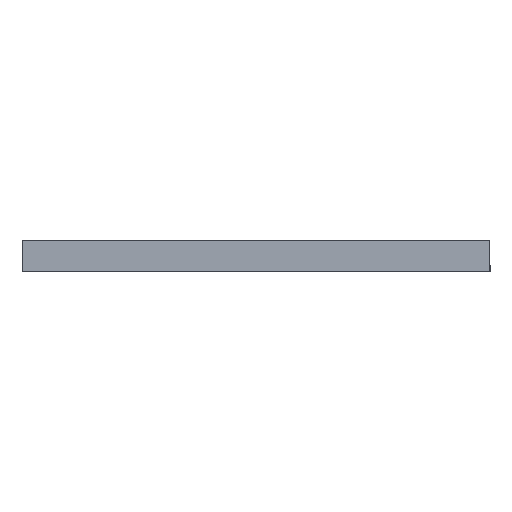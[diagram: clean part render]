
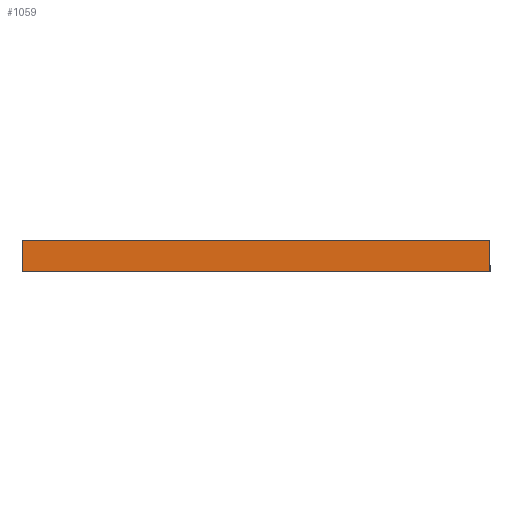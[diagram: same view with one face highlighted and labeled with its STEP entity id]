
A CAD part, left-side view. The second image highlights one B-rep face of the part: STEP entity #1059.
In plain terms, the highlighted planar face has unit normal (-1, 0, 0).
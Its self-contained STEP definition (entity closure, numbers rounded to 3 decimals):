
#73=PLANE('',#1171);
#127=FACE_OUTER_BOUND('',#198,.T.);
#198=EDGE_LOOP('',(#943,#944,#945,#946));
#295=LINE('',#1693,#395);
#309=LINE('',#1756,#409);
#310=LINE('',#1759,#410);
#311=LINE('',#1760,#411);
#395=VECTOR('',#1387,10.);
#409=VECTOR('',#1459,10.);
#410=VECTOR('',#1462,10.);
#411=VECTOR('',#1463,10.);
#531=VERTEX_POINT('',#1690);
#532=VERTEX_POINT('',#1692);
#552=VERTEX_POINT('',#1754);
#553=VERTEX_POINT('',#1758);
#663=EDGE_CURVE('',#532,#531,#295,.T.);
#693=EDGE_CURVE('',#531,#552,#309,.T.);
#694=EDGE_CURVE('',#553,#552,#310,.T.);
#695=EDGE_CURVE('',#532,#553,#311,.T.);
#943=ORIENTED_EDGE('',*,*,#663,.T.);
#944=ORIENTED_EDGE('',*,*,#693,.T.);
#945=ORIENTED_EDGE('',*,*,#694,.F.);
#946=ORIENTED_EDGE('',*,*,#695,.F.);
#1059=ADVANCED_FACE('',(#127),#73,.T.);
#1171=AXIS2_PLACEMENT_3D('',#1757,#1460,#1461);
#1387=DIRECTION('',(0.,-1.,0.));
#1459=DIRECTION('',(0.,0.,1.));
#1460=DIRECTION('center_axis',(-1.,0.,0.));
#1461=DIRECTION('ref_axis',(0.,-1.,0.));
#1462=DIRECTION('',(0.,-1.,0.));
#1463=DIRECTION('',(0.,0.,1.));
#1690=CARTESIAN_POINT('',(13.,0.,-50.));
#1692=CARTESIAN_POINT('',(13.,120.,-50.));
#1693=CARTESIAN_POINT('',(13.,120.,-50.));
#1754=CARTESIAN_POINT('',(13.,0.,-42.));
#1756=CARTESIAN_POINT('',(13.,0.,-50.));
#1757=CARTESIAN_POINT('Origin',(13.,120.,-50.));
#1758=CARTESIAN_POINT('',(13.,120.,-42.));
#1759=CARTESIAN_POINT('',(13.,120.,-42.));
#1760=CARTESIAN_POINT('',(13.,120.,-50.));
